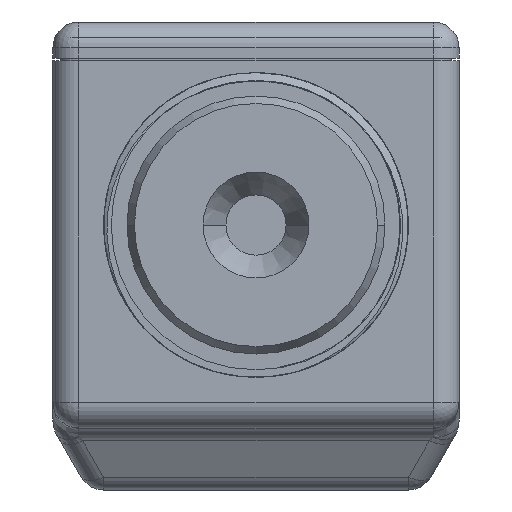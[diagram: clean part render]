
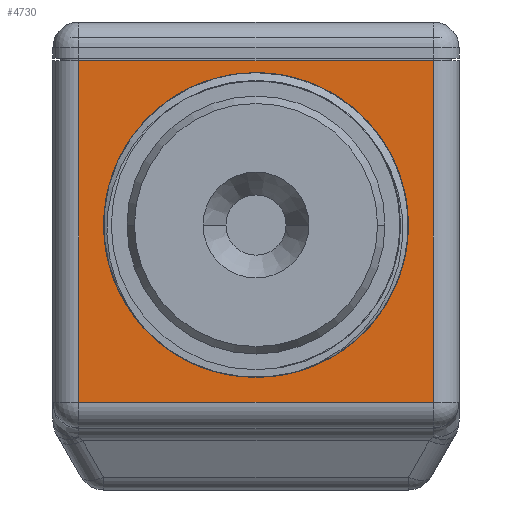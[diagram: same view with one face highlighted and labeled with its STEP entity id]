
A CAD part, front view. The second image highlights one B-rep face of the part: STEP entity #4730.
In plain terms, the highlighted planar face has unit normal (0, -1, 0).
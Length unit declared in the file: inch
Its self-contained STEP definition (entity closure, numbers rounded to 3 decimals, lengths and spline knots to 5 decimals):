
#389=DIRECTION('',(-1.,0.,0.));
#390=VECTOR('',#389,1.374);
#391=CARTESIAN_POINT('',(1.474,0.,-1.324));
#392=LINE('',#391,#390);
#397=CARTESIAN_POINT('',(0.787,0.,-0.637));
#398=DIRECTION('',(0.,-1.,0.));
#399=DIRECTION('',(0.,0.,-1.));
#400=AXIS2_PLACEMENT_3D('',#397,#398,#399);
#402=CARTESIAN_POINT('',(0.787,0.,-0.637));
#403=DIRECTION('',(0.,-1.,0.));
#404=DIRECTION('',(0.,0.,1.));
#405=AXIS2_PLACEMENT_3D('',#402,#403,#404);
#416=DIRECTION('',(0.,0.,-1.));
#417=VECTOR('',#416,1.324);
#418=CARTESIAN_POINT('',(0.1,0.,0.));
#419=LINE('',#418,#417);
#477=DIRECTION('',(-1.,0.,0.));
#478=VECTOR('',#477,1.374);
#479=CARTESIAN_POINT('',(1.474,0.,0.));
#480=LINE('',#479,#478);
#521=DIRECTION('',(0.,0.,-1.));
#522=VECTOR('',#521,1.324);
#523=CARTESIAN_POINT('',(1.474,0.,0.));
#524=LINE('',#523,#522);
#3762=CARTESIAN_POINT('',(1.474,0.,0.));
#3763=CARTESIAN_POINT('',(1.474,0.,-1.324));
#3764=VERTEX_POINT('',#3762);
#3765=VERTEX_POINT('',#3763);
#3792=CARTESIAN_POINT('',(0.1,0.,0.));
#3793=CARTESIAN_POINT('',(0.1,0.,-1.324));
#3794=VERTEX_POINT('',#3792);
#3795=VERTEX_POINT('',#3793);
#3962=CARTESIAN_POINT('',(0.787,0.,-1.2275));
#3963=CARTESIAN_POINT('',(0.787,0.,-0.0465));
#3964=VERTEX_POINT('',#3962);
#3965=VERTEX_POINT('',#3963);
#4710=CARTESIAN_POINT('',(1.574,0.,0.));
#4711=DIRECTION('',(0.,-1.,0.));
#4712=DIRECTION('',(-1.,0.,0.));
#4713=AXIS2_PLACEMENT_3D('',#4710,#4711,#4712);
#4714=PLANE('',#4713);
#4715=ORIENTED_EDGE('',*,*,#4701,.T.);
#4717=ORIENTED_EDGE('',*,*,#4716,.F.);
#4719=ORIENTED_EDGE('',*,*,#4718,.F.);
#4721=ORIENTED_EDGE('',*,*,#4720,.T.);
#4722=EDGE_LOOP('',(#4715,#4717,#4719,#4721));
#4723=FACE_OUTER_BOUND('',#4722,.F.);
#4725=ORIENTED_EDGE('',*,*,#4724,.T.);
#4727=ORIENTED_EDGE('',*,*,#4726,.T.);
#4728=EDGE_LOOP('',(#4725,#4727));
#4729=FACE_BOUND('',#4728,.F.);
#4730=ADVANCED_FACE('',(#4723,#4729),#4714,.T.);
#401=CIRCLE('',#400,0.5905);
#406=CIRCLE('',#405,0.5905);
#4701=EDGE_CURVE('',#3765,#3795,#392,.T.);
#4716=EDGE_CURVE('',#3794,#3795,#419,.T.);
#4718=EDGE_CURVE('',#3764,#3794,#480,.T.);
#4720=EDGE_CURVE('',#3764,#3765,#524,.T.);
#4724=EDGE_CURVE('',#3964,#3965,#401,.T.);
#4726=EDGE_CURVE('',#3965,#3964,#406,.T.);
